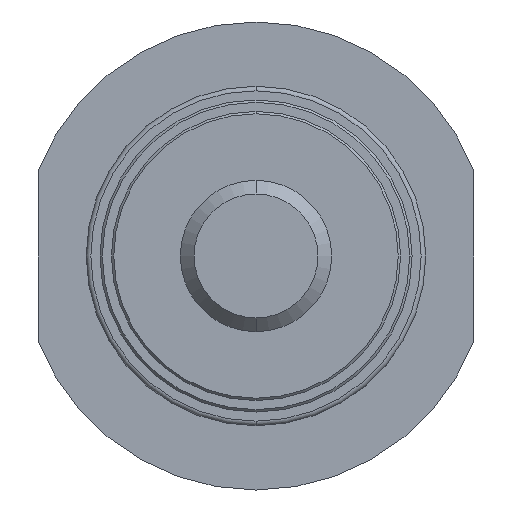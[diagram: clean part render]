
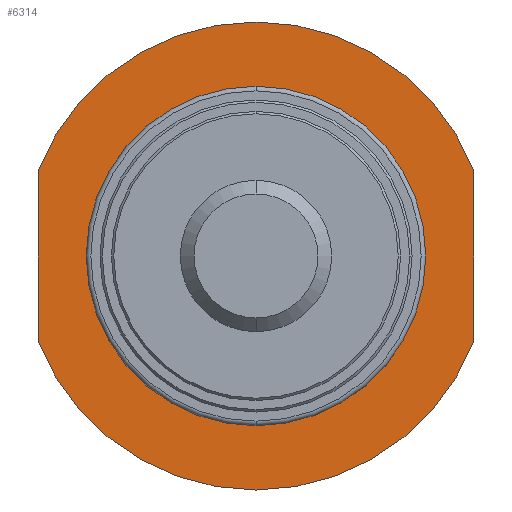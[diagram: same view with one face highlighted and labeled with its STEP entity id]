
A CAD part, left-side view. The second image highlights one B-rep face of the part: STEP entity #6314.
In plain terms, the highlighted planar face has unit normal (-1, 0, 0).
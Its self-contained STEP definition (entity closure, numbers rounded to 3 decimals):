
#5943=DIRECTION('',(0.,0.,-1.));
#5944=VECTOR('',#5943,37.135);
#5945=CARTESIAN_POINT('',(-94.5,-47.5,18.567));
#5946=LINE('',#5945,#5944);
#5947=DIRECTION('',(0.,0.,1.));
#5948=VECTOR('',#5947,37.135);
#5949=CARTESIAN_POINT('',(-94.5,47.5,-18.567));
#5950=LINE('',#5949,#5948);
#5951=CARTESIAN_POINT('',(-94.5,0.,0.));
#5952=DIRECTION('',(1.,0.,0.));
#5953=DIRECTION('',(0.,1.,0.));
#5954=AXIS2_PLACEMENT_3D('',#5951,#5952,#5953);
#5956=CARTESIAN_POINT('',(-94.5,0.,0.));
#5957=DIRECTION('',(-1.,0.,0.));
#5958=DIRECTION('',(0.,1.,0.));
#5959=AXIS2_PLACEMENT_3D('',#5956,#5957,#5958);
#5969=CARTESIAN_POINT('',(-94.5,0.,0.));
#5970=DIRECTION('',(-1.,0.,0.));
#5971=DIRECTION('',(0.,0.931,-0.364));
#5972=AXIS2_PLACEMENT_3D('',#5969,#5970,#5971);
#5978=CARTESIAN_POINT('',(-94.5,0.,0.));
#5979=DIRECTION('',(1.,0.,0.));
#5980=DIRECTION('',(0.,0.931,0.364));
#5981=AXIS2_PLACEMENT_3D('',#5978,#5979,#5980);
#6004=CARTESIAN_POINT('',(-94.5,34.,0.));
#6006=VERTEX_POINT('',#6004);
#6008=CARTESIAN_POINT('',(-94.5,-34.,0.));
#6010=VERTEX_POINT('',#6008);
#6027=CARTESIAN_POINT('',(-94.5,-47.5,18.567));
#6028=CARTESIAN_POINT('',(-94.5,-47.5,-18.567));
#6029=VERTEX_POINT('',#6027);
#6030=VERTEX_POINT('',#6028);
#6031=CARTESIAN_POINT('',(-94.5,47.5,-18.567));
#6032=CARTESIAN_POINT('',(-94.5,47.5,18.567));
#6033=VERTEX_POINT('',#6031);
#6034=VERTEX_POINT('',#6032);
#6296=CARTESIAN_POINT('',(-94.5,0.,0.));
#6297=DIRECTION('',(-1.,0.,0.));
#6298=DIRECTION('',(0.,-1.,0.));
#6299=AXIS2_PLACEMENT_3D('',#6296,#6297,#6298);
#6300=PLANE('',#6299);
#6301=ORIENTED_EDGE('',*,*,#6286,.T.);
#6303=ORIENTED_EDGE('',*,*,#6302,.F.);
#6305=ORIENTED_EDGE('',*,*,#6304,.T.);
#6307=ORIENTED_EDGE('',*,*,#6306,.T.);
#6308=EDGE_LOOP('',(#6301,#6303,#6305,#6307));
#6309=FACE_OUTER_BOUND('',#6308,.F.);
#6310=ORIENTED_EDGE('',*,*,#6050,.F.);
#6311=ORIENTED_EDGE('',*,*,#6068,.T.);
#6312=EDGE_LOOP('',(#6310,#6311));
#6313=FACE_BOUND('',#6312,.F.);
#6314=ADVANCED_FACE('',(#6309,#6313),#6300,.T.);
#5955=CIRCLE('',#5954,34.);
#5960=CIRCLE('',#5959,34.);
#5973=CIRCLE('',#5972,51.);
#5982=CIRCLE('',#5981,51.);
#6050=EDGE_CURVE('',#6006,#6010,#5955,.T.);
#6068=EDGE_CURVE('',#6006,#6010,#5960,.T.);
#6286=EDGE_CURVE('',#6029,#6030,#5946,.T.);
#6302=EDGE_CURVE('',#6033,#6030,#5973,.T.);
#6304=EDGE_CURVE('',#6033,#6034,#5950,.T.);
#6306=EDGE_CURVE('',#6034,#6029,#5982,.T.);
